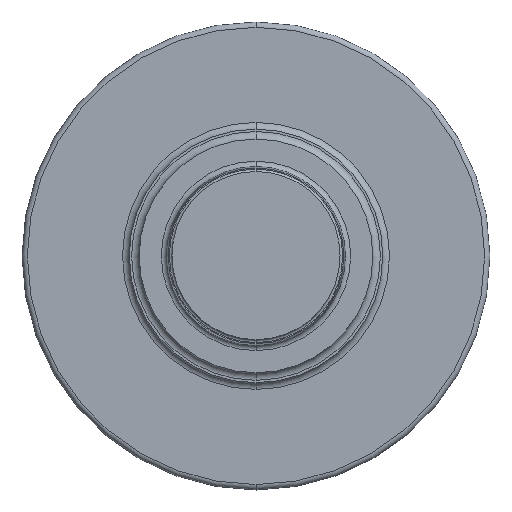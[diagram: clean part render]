
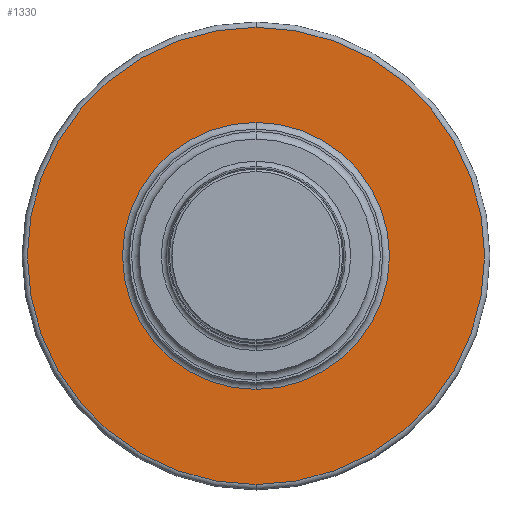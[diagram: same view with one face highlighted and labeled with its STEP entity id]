
A CAD part, top view. The second image highlights one B-rep face of the part: STEP entity #1330.
In plain terms, the highlighted face is planar.
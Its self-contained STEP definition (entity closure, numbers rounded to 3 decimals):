
#1103=CARTESIAN_POINT('',(0.,0.,0.707));
#1104=DIRECTION('',(0.,0.,1.));
#1105=DIRECTION('',(0.,1.,0.));
#1106=AXIS2_PLACEMENT_3D('',#1103,#1104,#1105);
#1111=CARTESIAN_POINT('',(0.,0.,0.707));
#1112=DIRECTION('',(0.,0.,-1.));
#1113=DIRECTION('',(0.,1.,0.));
#1114=AXIS2_PLACEMENT_3D('',#1111,#1112,#1113);
#1119=CARTESIAN_POINT('',(0.,0.,0.71));
#1120=DIRECTION('',(0.,0.,-1.));
#1121=DIRECTION('',(0.,1.,0.));
#1122=AXIS2_PLACEMENT_3D('',#1119,#1120,#1121);
#1143=CARTESIAN_POINT('',(0.,0.,0.71));
#1144=DIRECTION('',(0.,0.,1.));
#1145=DIRECTION('',(0.,1.,0.));
#1146=AXIS2_PLACEMENT_3D('',#1143,#1144,#1145);
#1233=CARTESIAN_POINT('',(0.,5.049,0.707));
#1234=VERTEX_POINT('',#1233);
#1235=CARTESIAN_POINT('',(0.,8.648,0.71));
#1237=VERTEX_POINT('',#1235);
#1247=CARTESIAN_POINT('',(0.,-5.049,0.707));
#1248=VERTEX_POINT('',#1247);
#1249=CARTESIAN_POINT('',(0.,-8.648,0.71));
#1251=VERTEX_POINT('',#1249);
#1315=CARTESIAN_POINT('',(0.,0.,0.707));
#1316=DIRECTION('',(0.,0.,-1.));
#1317=DIRECTION('',(0.,-1.,0.));
#1318=AXIS2_PLACEMENT_3D('',#1315,#1316,#1317);
#1319=PLANE('',#1318);
#1321=ORIENTED_EDGE('',*,*,#1320,.F.);
#1323=ORIENTED_EDGE('',*,*,#1322,.T.);
#1324=EDGE_LOOP('',(#1321,#1323));
#1325=FACE_OUTER_BOUND('',#1324,.F.);
#1326=ORIENTED_EDGE('',*,*,#1294,.F.);
#1327=ORIENTED_EDGE('',*,*,#1310,.T.);
#1328=EDGE_LOOP('',(#1326,#1327));
#1329=FACE_BOUND('',#1328,.F.);
#1330=ADVANCED_FACE('',(#1325,#1329),#1319,.T.);
#1107=CIRCLE('',#1106,5.049);
#1115=CIRCLE('',#1114,5.049);
#1123=CIRCLE('',#1122,8.648);
#1147=CIRCLE('',#1146,8.648);
#1294=EDGE_CURVE('',#1234,#1248,#1107,.T.);
#1310=EDGE_CURVE('',#1234,#1248,#1115,.T.);
#1320=EDGE_CURVE('',#1237,#1251,#1123,.T.);
#1322=EDGE_CURVE('',#1237,#1251,#1147,.T.);
